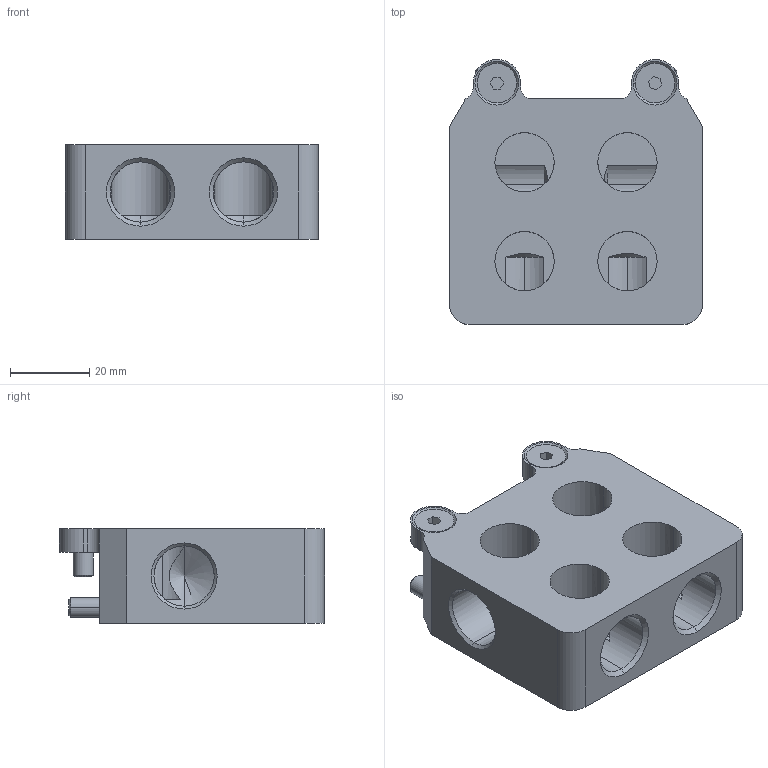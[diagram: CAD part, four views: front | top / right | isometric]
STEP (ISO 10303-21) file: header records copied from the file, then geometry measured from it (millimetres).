
FILE_DESCRIPTION (( 'STEP AP203' ), '1' );
FILE_NAME ('P1326-4.STEP', '2020-06-02T10:44:08', ( '' ), ( '' ), 'SwSTEP 2.0', 'SolidWorks 2019', '' );
FILE_SCHEMA (( 'CONFIG_CONTROL_DESIGN' ));
Length unit declared in the file: millimetre
Products named in the file (1): P1326-4
Bounding box: 64 x 67 x 24 mm (x, y, z)
Volume: 65019.7 mm3; surface area: 19662.2 mm2
Topology: 5 solids, 5 shells, 140 faces, 342 edges, 210 vertices
Faces by surface type: cylinder 54, cone 44, plane 42
Entity records: 4542 total; most frequent: CARTESIAN_POINT 1168, DIRECTION 706, ORIENTED_EDGE 668, EDGE_CURVE 334, AXIS2_PLACEMENT_3D 269, VERTEX_POINT 210, LINE 168, VECTOR 168
